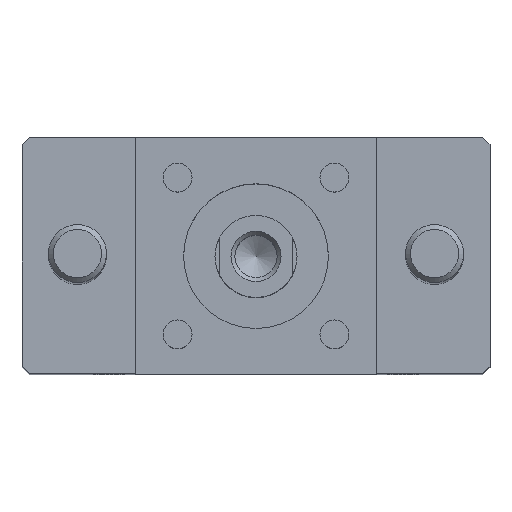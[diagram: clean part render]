
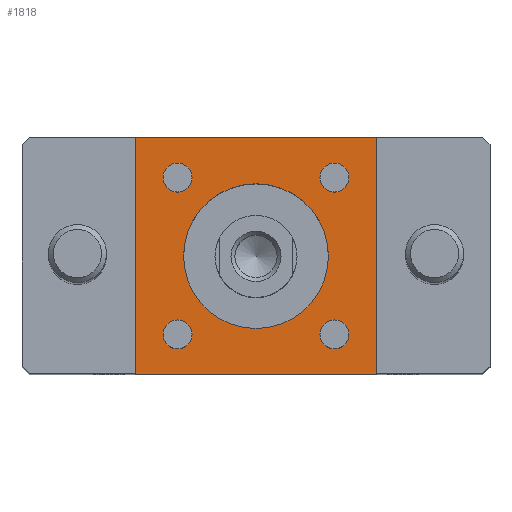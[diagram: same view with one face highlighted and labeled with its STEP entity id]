
A CAD part, top view. The second image highlights one B-rep face of the part: STEP entity #1818.
In plain terms, the highlighted planar face has unit normal (0, 0, 1).
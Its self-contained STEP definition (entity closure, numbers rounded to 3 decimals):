
#155=CIRCLE('',#1986,15.);
#157=CIRCLE('',#1992,3.);
#158=CIRCLE('',#1993,3.);
#159=CIRCLE('',#1994,3.);
#160=CIRCLE('',#1995,3.);
#320=ORIENTED_EDGE('',*,*,#738,.F.);
#321=ORIENTED_EDGE('',*,*,#754,.T.);
#322=ORIENTED_EDGE('',*,*,#755,.T.);
#323=ORIENTED_EDGE('',*,*,#756,.T.);
#324=ORIENTED_EDGE('',*,*,#757,.T.);
#325=ORIENTED_EDGE('',*,*,#758,.F.);
#326=ORIENTED_EDGE('',*,*,#759,.T.);
#327=ORIENTED_EDGE('',*,*,#744,.F.);
#328=ORIENTED_EDGE('',*,*,#760,.T.);
#738=EDGE_CURVE('',#959,#959,#155,.T.);
#744=EDGE_CURVE('',#964,#965,#1133,.T.);
#754=EDGE_CURVE('',#971,#971,#157,.T.);
#755=EDGE_CURVE('',#972,#972,#158,.T.);
#756=EDGE_CURVE('',#973,#973,#159,.T.);
#757=EDGE_CURVE('',#974,#974,#160,.T.);
#758=EDGE_CURVE('',#975,#976,#1143,.T.);
#759=EDGE_CURVE('',#975,#965,#1144,.T.);
#760=EDGE_CURVE('',#964,#976,#1145,.T.);
#959=VERTEX_POINT('',#2931);
#964=VERTEX_POINT('',#2942);
#965=VERTEX_POINT('',#2944);
#971=VERTEX_POINT('',#2963);
#972=VERTEX_POINT('',#2965);
#973=VERTEX_POINT('',#2967);
#974=VERTEX_POINT('',#2969);
#975=VERTEX_POINT('',#2971);
#976=VERTEX_POINT('',#2972);
#1133=LINE('',#2943,#1213);
#1143=LINE('',#2970,#1223);
#1144=LINE('',#2973,#1224);
#1145=LINE('',#2974,#1225);
#1213=VECTOR('',#2310,1000.);
#1223=VECTOR('',#2334,1000.);
#1224=VECTOR('',#2335,1000.);
#1225=VECTOR('',#2336,1000.);
#1294=EDGE_LOOP('',(#320));
#1295=EDGE_LOOP('',(#321));
#1296=EDGE_LOOP('',(#322));
#1297=EDGE_LOOP('',(#323));
#1298=EDGE_LOOP('',(#324));
#1299=EDGE_LOOP('',(#325,#326,#327,#328));
#1532=FACE_BOUND('',#1294,.T.);
#1533=FACE_BOUND('',#1295,.T.);
#1534=FACE_BOUND('',#1296,.T.);
#1535=FACE_BOUND('',#1297,.T.);
#1536=FACE_BOUND('',#1298,.T.);
#1537=FACE_BOUND('',#1299,.T.);
#1759=PLANE('',#1991);
#1818=ADVANCED_FACE('',(#1532,#1533,#1534,#1535,#1536,#1537),#1759,.T.);
#1986=AXIS2_PLACEMENT_3D('',#2930,#2300,#2301);
#1991=AXIS2_PLACEMENT_3D('',#2961,#2324,#2325);
#1992=AXIS2_PLACEMENT_3D('',#2962,#2326,#2327);
#1993=AXIS2_PLACEMENT_3D('',#2964,#2328,#2329);
#1994=AXIS2_PLACEMENT_3D('',#2966,#2330,#2331);
#1995=AXIS2_PLACEMENT_3D('',#2968,#2332,#2333);
#2300=DIRECTION('',(0.,0.,1.));
#2301=DIRECTION('',(-1.,0.,0.));
#2310=DIRECTION('',(1.,0.,0.));
#2324=DIRECTION('',(0.,0.,1.));
#2325=DIRECTION('',(1.,0.,0.));
#2326=DIRECTION('',(0.,0.,-1.));
#2327=DIRECTION('',(1.,0.,0.));
#2328=DIRECTION('',(0.,0.,-1.));
#2329=DIRECTION('',(1.,0.,0.));
#2330=DIRECTION('',(0.,0.,-1.));
#2331=DIRECTION('',(1.,0.,0.));
#2332=DIRECTION('',(0.,0.,-1.));
#2333=DIRECTION('',(1.,0.,0.));
#2334=DIRECTION('',(-1.,0.,0.));
#2335=DIRECTION('',(0.,1.,0.));
#2336=DIRECTION('',(0.,-1.,0.));
#2930=CARTESIAN_POINT('',(0.,0.,49.));
#2931=CARTESIAN_POINT('',(-15.,0.,49.));
#2942=CARTESIAN_POINT('',(-25.,24.5,49.));
#2943=CARTESIAN_POINT('',(-25.,24.5,49.));
#2944=CARTESIAN_POINT('',(25.,24.5,49.));
#2961=CARTESIAN_POINT('',(0.,0.,49.));
#2962=CARTESIAN_POINT('',(16.25,-16.25,49.));
#2963=CARTESIAN_POINT('',(19.25,-16.25,49.));
#2964=CARTESIAN_POINT('',(-16.25,-16.25,49.));
#2965=CARTESIAN_POINT('',(-13.25,-16.25,49.));
#2966=CARTESIAN_POINT('',(16.25,16.25,49.));
#2967=CARTESIAN_POINT('',(19.25,16.25,49.));
#2968=CARTESIAN_POINT('',(-16.25,16.25,49.));
#2969=CARTESIAN_POINT('',(-13.25,16.25,49.));
#2970=CARTESIAN_POINT('',(25.,-24.5,49.));
#2971=CARTESIAN_POINT('',(25.,-24.5,49.));
#2972=CARTESIAN_POINT('',(-25.,-24.5,49.));
#2973=CARTESIAN_POINT('',(25.,-24.5,49.));
#2974=CARTESIAN_POINT('',(-25.,24.5,49.));
